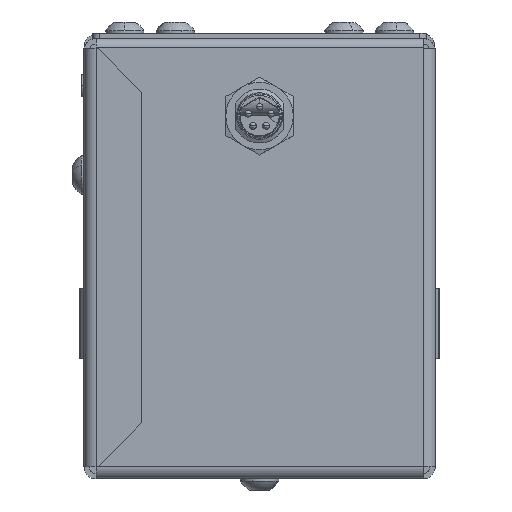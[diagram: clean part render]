
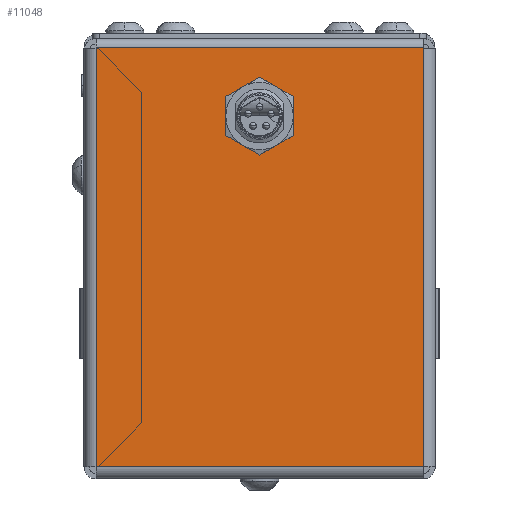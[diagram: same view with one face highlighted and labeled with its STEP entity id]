
A CAD part, front view. The second image highlights one B-rep face of the part: STEP entity #11048.
In plain terms, the highlighted planar face has unit normal (0, -1, 0).
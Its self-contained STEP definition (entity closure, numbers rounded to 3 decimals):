
#144 = CARTESIAN_POINT ( 'NONE',  ( 24.25, -80.6, -31.25 ) ) ;
#634 = DIRECTION ( 'NONE',  ( 0., -1., 0. ) ) ;
#2260 = DIRECTION ( 'NONE',  ( 0., -1., 0. ) ) ;
#2542 = EDGE_CURVE ( 'NONE', #12464, #26096, #19702, .T. ) ;
#2545 = LINE ( 'NONE', #21115, #14465 ) ;
#4053 = CARTESIAN_POINT ( 'NONE',  ( -24.25, -80.6, -31.25 ) ) ;
#4145 = CARTESIAN_POINT ( 'NONE',  ( -3.55, -80.6, 18.801 ) ) ;
#4491 = CARTESIAN_POINT ( 'NONE',  ( 24.25, -80.6, -32.25 ) ) ;
#4586 = CARTESIAN_POINT ( 'NONE',  ( 3.55, -80.6, 22.699 ) ) ;
#6873 = DIRECTION ( 'NONE',  ( 0., 0., 1. ) ) ;
#8061 = DIRECTION ( 'NONE',  ( 0., 1., 0. ) ) ;
#9299 = DIRECTION ( 'NONE',  ( 0., 0., 1. ) ) ;
#9313 = DIRECTION ( 'NONE',  ( -1., 0., 0. ) ) ;
#9462 = EDGE_CURVE ( 'NONE', #18536, #27073, #18576, .T. ) ;
#9566 = ORIENTED_EDGE ( 'NONE', *, *, #9462, .T. ) ;
#9712 = VERTEX_POINT ( 'NONE', #20022 ) ;
#10171 = AXIS2_PLACEMENT_3D ( 'NONE', #24668, #8061, #22276 ) ;
#10393 = LINE ( 'NONE', #23411, #28585 ) ;
#10456 = ORIENTED_EDGE ( 'NONE', *, *, #13118, .F. ) ;
#10550 = PLANE ( 'NONE',  #10171 ) ;
#10683 = VERTEX_POINT ( 'NONE', #4053 ) ;
#11048 = ADVANCED_FACE ( 'NONE', ( #17690, #30340 ), #10550, .F. ) ;
#11288 = CARTESIAN_POINT ( 'NONE',  ( 24.25, -80.6, 30.95 ) ) ;
#11352 = ORIENTED_EDGE ( 'NONE', *, *, #22711, .F. ) ;
#12287 = LINE ( 'NONE', #4586, #24154 ) ;
#12293 = VECTOR ( 'NONE', #9299, 1000. ) ;
#12464 = VERTEX_POINT ( 'NONE', #15658 ) ;
#13118 = EDGE_CURVE ( 'NONE', #27917, #20549, #12287, .T. ) ;
#14465 = VECTOR ( 'NONE', #30665, 1000. ) ;
#14537 = ORIENTED_EDGE ( 'NONE', *, *, #20151, .F. ) ;
#14889 = CARTESIAN_POINT ( 'NONE',  ( 0., -80.6, 20.75 ) ) ;
#15417 = VECTOR ( 'NONE', #24910, 1000. ) ;
#15649 = EDGE_CURVE ( 'NONE', #26096, #27917, #30602, .T. ) ;
#15658 = CARTESIAN_POINT ( 'NONE',  ( -3.55, -80.6, 22.699 ) ) ;
#16015 = CARTESIAN_POINT ( 'NONE',  ( 3.55, -80.6, 18.801 ) ) ;
#16507 = CARTESIAN_POINT ( 'NONE',  ( 0., -80.6, 20.75 ) ) ;
#17159 = CIRCLE ( 'NONE', #23484, 4.05 ) ;
#17214 = EDGE_CURVE ( 'NONE', #9712, #10683, #2545, .T. ) ;
#17268 = DIRECTION ( 'NONE',  ( 0., 0., -1. ) ) ;
#17690 = FACE_BOUND ( 'NONE', #26497, .T. ) ;
#18536 = VERTEX_POINT ( 'NONE', #144 ) ;
#18576 = LINE ( 'NONE', #4491, #12293 ) ;
#18879 = DIRECTION ( 'NONE',  ( 0., 0., -1. ) ) ;
#19366 = EDGE_CURVE ( 'NONE', #27073, #9712, #28043, .T. ) ;
#19702 = LINE ( 'NONE', #27501, #26057 ) ;
#20022 = CARTESIAN_POINT ( 'NONE',  ( -24.25, -80.6, 30.95 ) ) ;
#20038 = AXIS2_PLACEMENT_3D ( 'NONE', #16507, #2260, #18879 ) ;
#20151 = EDGE_CURVE ( 'NONE', #20549, #12464, #17159, .T. ) ;
#20507 = EDGE_LOOP ( 'NONE', ( #11352, #9566, #23645, #21491 ) ) ;
#20549 = VERTEX_POINT ( 'NONE', #23796 ) ;
#21115 = CARTESIAN_POINT ( 'NONE',  ( -24.25, -80.6, -32.25 ) ) ;
#21491 = ORIENTED_EDGE ( 'NONE', *, *, #17214, .T. ) ;
#22276 = DIRECTION ( 'NONE',  ( 0., 0., 1. ) ) ;
#22510 = CARTESIAN_POINT ( 'NONE',  ( 24.25, -80.6, 30.95 ) ) ;
#22711 = EDGE_CURVE ( 'NONE', #18536, #10683, #10393, .T. ) ;
#22993 = DIRECTION ( 'NONE',  ( 0., 0., -1. ) ) ;
#23411 = CARTESIAN_POINT ( 'NONE',  ( -24.25, -80.6, -31.25 ) ) ;
#23484 = AXIS2_PLACEMENT_3D ( 'NONE', #14889, #634, #17268 ) ;
#23645 = ORIENTED_EDGE ( 'NONE', *, *, #19366, .T. ) ;
#23796 = CARTESIAN_POINT ( 'NONE',  ( 3.55, -80.6, 22.699 ) ) ;
#24154 = VECTOR ( 'NONE', #6873, 1000. ) ;
#24668 = CARTESIAN_POINT ( 'NONE',  ( 0., -80.6, -32.25 ) ) ;
#24910 = DIRECTION ( 'NONE',  ( -1., 0., 0. ) ) ;
#26057 = VECTOR ( 'NONE', #22993, 1000. ) ;
#26096 = VERTEX_POINT ( 'NONE', #4145 ) ;
#26497 = EDGE_LOOP ( 'NONE', ( #27624, #14537, #10456, #30200 ) ) ;
#27073 = VERTEX_POINT ( 'NONE', #11288 ) ;
#27501 = CARTESIAN_POINT ( 'NONE',  ( -3.55, -80.6, 22.699 ) ) ;
#27624 = ORIENTED_EDGE ( 'NONE', *, *, #2542, .F. ) ;
#27917 = VERTEX_POINT ( 'NONE', #16015 ) ;
#28043 = LINE ( 'NONE', #22510, #15417 ) ;
#28585 = VECTOR ( 'NONE', #9313, 1000. ) ;
#30200 = ORIENTED_EDGE ( 'NONE', *, *, #15649, .F. ) ;
#30340 = FACE_OUTER_BOUND ( 'NONE', #20507, .T. ) ;
#30602 = CIRCLE ( 'NONE', #20038, 4.05 ) ;
#30665 = DIRECTION ( 'NONE',  ( 0., 0., -1. ) ) ;
